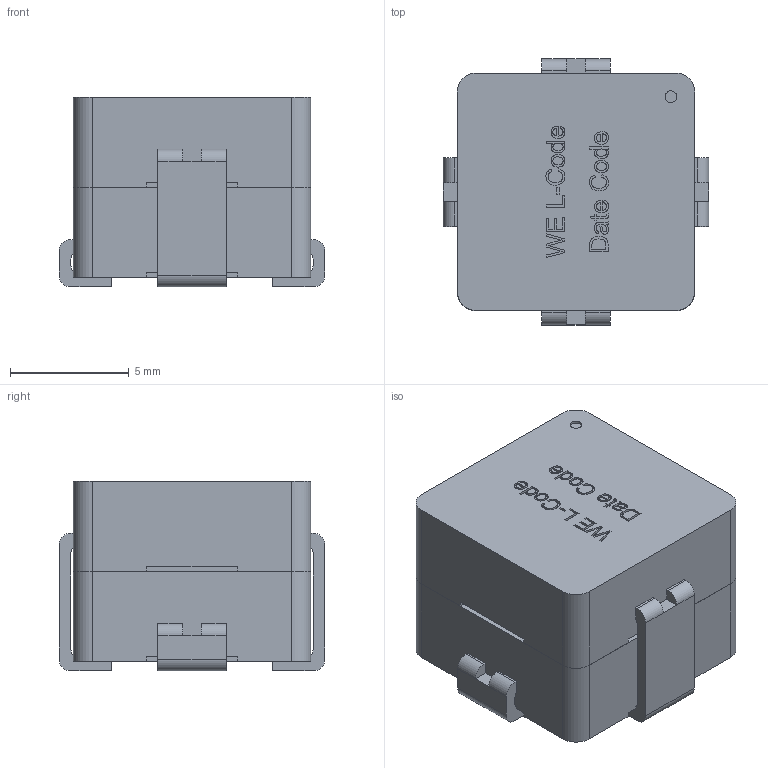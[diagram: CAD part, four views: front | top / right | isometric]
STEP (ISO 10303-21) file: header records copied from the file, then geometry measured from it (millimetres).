
FILE_DESCRIPTION(/* description */ ('Unknown'),/* implementation_level */ '2;1');
FILE_NAME(/* name */ '74434xxxxxx',/* time_stamp */ '2024-05-14T14:36:41+02:00',/* author */ ('Unknown'),/* organization */ ('Unknown'),/* preprocessor_version */ 'ST-DEVELOPER v19.4',/* originating_system */ 'Solid Edge',/* authorisation */ 'Unknown');
FILE_SCHEMA (('AUTOMOTIVE_DESIGN {1 0 10303 214 3 1 1}'));
Length unit declared in the file: millimetre
Products named in the file (3): 74434xxxxxx; Corpus_1; Corpus
Assembly tree (2 placements, depth 2):
  74434xxxxxx
    Corpus_1
    Corpus
Bounding box: 11.2 x 11.2 x 8 mm (x, y, z)
Volume: 775.3 mm3; surface area: 853.1 mm2
Topology: 2 solids, 2 shells, 251 faces, 643 edges, 426 vertices
Faces by surface type: plane 184, bspline 38, cylinder 29
Full cylindrical faces by diameter (mm): 0.5 x1
Entity records: 10886 total; most frequent: CARTESIAN_POINT 3456, ORIENTED_EDGE 1272, DIRECTION 918, EDGE_CURVE 636, VERTEX_POINT 426, LINE 370, VECTOR 370, EDGE_LOOP 288
